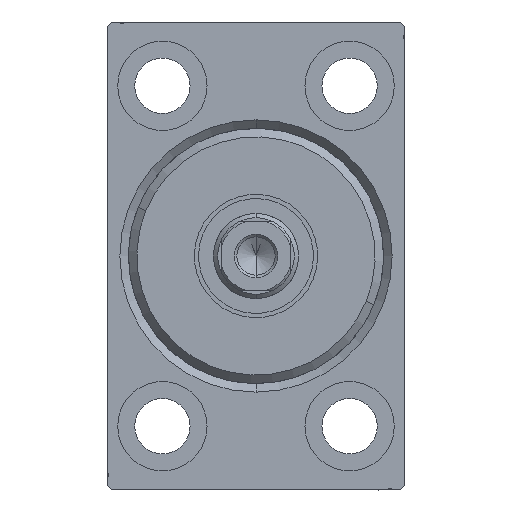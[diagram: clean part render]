
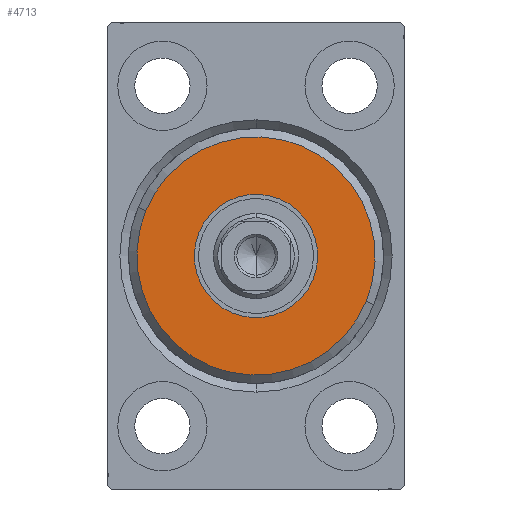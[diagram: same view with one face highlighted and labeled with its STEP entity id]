
A CAD part, left-side view. The second image highlights one B-rep face of the part: STEP entity #4713.
In plain terms, the highlighted face is planar.
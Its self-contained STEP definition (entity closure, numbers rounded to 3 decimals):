
#462 = PLANE ( 'NONE',  #38110 ) ;
#667 = CIRCLE ( 'NONE', #1389, 7.25 ) ;
#1142 = CARTESIAN_POINT ( 'NONE',  ( 3., 0., -14. ) ) ;
#1280 = CARTESIAN_POINT ( 'NONE',  ( 3., 0., 0. ) ) ;
#1389 = AXIS2_PLACEMENT_3D ( 'NONE', #1280, #43012, #7832 ) ;
#1814 = DIRECTION ( 'NONE',  ( 0., 0., -1. ) ) ;
#1980 = DIRECTION ( 'NONE',  ( 0., 0., -1. ) ) ;
#2144 = DIRECTION ( 'NONE',  ( 0., 0., -1. ) ) ;
#2370 = CIRCLE ( 'NONE', #8125, 14. ) ;
#4030 = DIRECTION ( 'NONE',  ( 0., 0., -1. ) ) ;
#4713 = ADVANCED_FACE ( 'NONE', ( #17616, #31365 ), #462, .T. ) ;
#5193 = EDGE_CURVE ( 'NONE', #36910, #25686, #16517, .T. ) ;
#7646 = DIRECTION ( 'NONE',  ( 1., 0., 0. ) ) ;
#7832 = DIRECTION ( 'NONE',  ( 0., 0., -1. ) ) ;
#8125 = AXIS2_PLACEMENT_3D ( 'NONE', #34708, #7646, #4030 ) ;
#10240 = ORIENTED_EDGE ( 'NONE', *, *, #37185, .T. ) ;
#10592 = EDGE_CURVE ( 'NONE', #13830, #25675, #667, .T. ) ;
#10859 = DIRECTION ( 'NONE',  ( 1., 0., 0. ) ) ;
#11747 = CARTESIAN_POINT ( 'NONE',  ( 3., 0., -7.25 ) ) ;
#12022 = CARTESIAN_POINT ( 'NONE',  ( 3., 0., 7.25 ) ) ;
#12754 = DIRECTION ( 'NONE',  ( 1., 0., 0. ) ) ;
#13173 = AXIS2_PLACEMENT_3D ( 'NONE', #16628, #26106, #1980 ) ;
#13830 = VERTEX_POINT ( 'NONE', #12022 ) ;
#14244 = CARTESIAN_POINT ( 'NONE',  ( 3., 0., 0. ) ) ;
#14429 = EDGE_LOOP ( 'NONE', ( #10240, #21568 ) ) ;
#16090 = ORIENTED_EDGE ( 'NONE', *, *, #39954, .F. ) ;
#16517 = CIRCLE ( 'NONE', #30187, 14. ) ;
#16628 = CARTESIAN_POINT ( 'NONE',  ( 3., 0., 0. ) ) ;
#16656 = EDGE_LOOP ( 'NONE', ( #16090, #37912 ) ) ;
#17616 = FACE_OUTER_BOUND ( 'NONE', #14429, .T. ) ;
#21568 = ORIENTED_EDGE ( 'NONE', *, *, #5193, .T. ) ;
#22884 = CARTESIAN_POINT ( 'NONE',  ( 3., 0., 0. ) ) ;
#25675 = VERTEX_POINT ( 'NONE', #11747 ) ;
#25686 = VERTEX_POINT ( 'NONE', #39254 ) ;
#26106 = DIRECTION ( 'NONE',  ( 1., 0., 0. ) ) ;
#30187 = AXIS2_PLACEMENT_3D ( 'NONE', #22884, #12754, #2144 ) ;
#31365 = FACE_BOUND ( 'NONE', #16656, .T. ) ;
#34708 = CARTESIAN_POINT ( 'NONE',  ( 3., 0., 0. ) ) ;
#36910 = VERTEX_POINT ( 'NONE', #1142 ) ;
#37185 = EDGE_CURVE ( 'NONE', #25686, #36910, #2370, .T. ) ;
#37912 = ORIENTED_EDGE ( 'NONE', *, *, #10592, .F. ) ;
#38110 = AXIS2_PLACEMENT_3D ( 'NONE', #14244, #10859, #1814 ) ;
#38360 = CIRCLE ( 'NONE', #13173, 7.25 ) ;
#39254 = CARTESIAN_POINT ( 'NONE',  ( 3., 0., 14. ) ) ;
#39954 = EDGE_CURVE ( 'NONE', #25675, #13830, #38360, .T. ) ;
#43012 = DIRECTION ( 'NONE',  ( 1., 0., 0. ) ) ;
